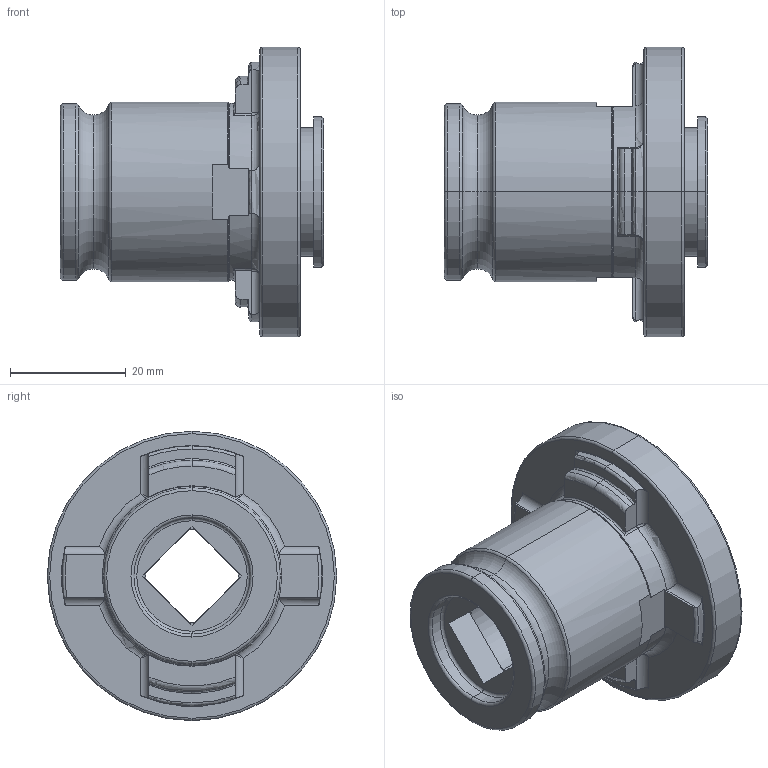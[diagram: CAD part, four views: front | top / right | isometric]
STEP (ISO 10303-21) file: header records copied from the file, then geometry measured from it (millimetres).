
FILE_DESCRIPTION (( 'STEP AP214' ), '1' );
FILE_NAME ('Go2.U16.K31.011.STEP', '2015-02-16T07:39:51', ( 'SWIAdmin' ), ( 'Hewlett-Packard Company' ), 'SwSTEP 2.0', 'SolidWorks 2012', '' );
FILE_SCHEMA (( 'AUTOMOTIVE_DESIGN' ));
Length unit declared in the file: millimetre
Products named in the file (1): Go2.U16.K31.011
Bounding box: 45.5 x 50 x 50 mm (x, y, z)
Volume: 31914.3 mm3; surface area: 11185 mm2
Topology: 1 solids, 1 shells, 133 faces, 324 edges, 194 vertices
Faces by surface type: torus 51, cylinder 39, plane 37, bspline 4, cone 2
Entity records: 4464 total; most frequent: CARTESIAN_POINT 1218, DIRECTION 667, ORIENTED_EDGE 640, EDGE_CURVE 320, AXIS2_PLACEMENT_3D 285, VERTEX_POINT 194, CIRCLE 155, EDGE_LOOP 140
